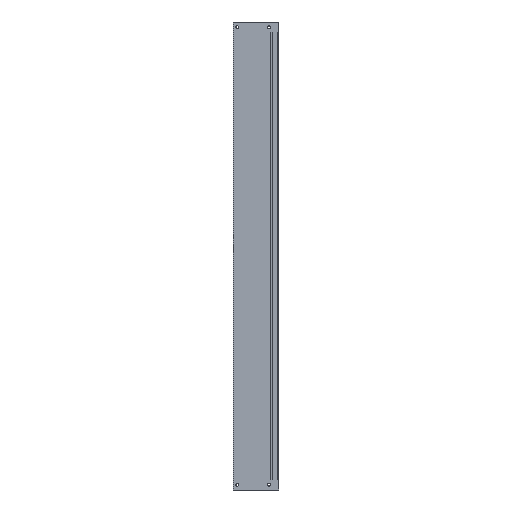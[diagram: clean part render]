
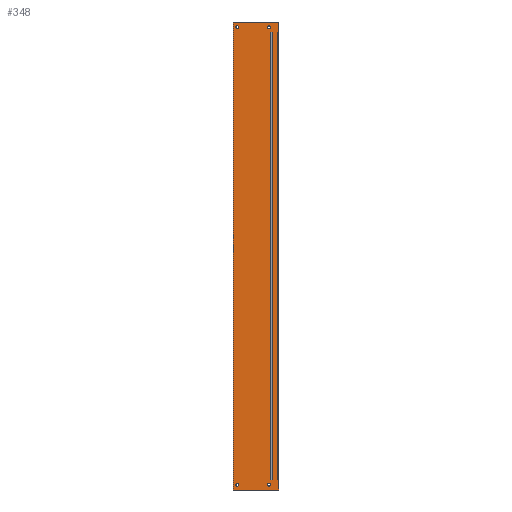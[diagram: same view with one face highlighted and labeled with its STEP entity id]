
A CAD part, front view. The second image highlights one B-rep face of the part: STEP entity #348.
In plain terms, the highlighted planar face has unit normal (0, -1, 0).
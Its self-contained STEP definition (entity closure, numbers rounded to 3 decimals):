
#51=CARTESIAN_POINT('',(-22.179,282.,-246.333));
#52=VERTEX_POINT('',#51);
#67=CARTESIAN_POINT('',(-23.679,282.,-246.333));
#68=VERTEX_POINT('',#67);
#75=CARTESIAN_POINT('',(-22.179,282.,-246.333));
#76=DIRECTION('',(-1.0,0.0,0.0));
#77=VECTOR('',#76,1.5);
#78=LINE('',#75,#77);
#79=EDGE_CURVE('',#52,#68,#78,.T.);
#89=CARTESIAN_POINT('',(-16.479,282.,-246.333));
#90=VERTEX_POINT('',#89);
#99=CARTESIAN_POINT('',(-14.979,282.,-246.333));
#100=VERTEX_POINT('',#99);
#101=CARTESIAN_POINT('',(-14.979,282.,-246.333));
#102=DIRECTION('',(-1.0,0.0,0.0));
#103=VECTOR('',#102,1.5);
#104=LINE('',#101,#103);
#105=EDGE_CURVE('',#100,#90,#104,.T.);
#131=CARTESIAN_POINT('',(-16.479,282.,246.333));
#132=VERTEX_POINT('',#131);
#147=CARTESIAN_POINT('',(-14.979,282.,246.333));
#148=VERTEX_POINT('',#147);
#155=CARTESIAN_POINT('',(-14.979,282.,246.333));
#156=DIRECTION('',(-1.0,0.0,0.0));
#157=VECTOR('',#156,1.5);
#158=LINE('',#155,#157);
#159=EDGE_CURVE('',#148,#132,#158,.T.);
#171=CARTESIAN_POINT('',(-23.679,282.,246.333));
#172=VERTEX_POINT('',#171);
#187=CARTESIAN_POINT('',(-22.179,282.,246.333));
#188=VERTEX_POINT('',#187);
#195=CARTESIAN_POINT('',(-22.179,282.,246.333));
#196=DIRECTION('',(-1.0,0.0,0.0));
#197=VECTOR('',#196,1.5);
#198=LINE('',#195,#197);
#199=EDGE_CURVE('',#188,#172,#198,.T.);
#209=CARTESIAN_POINT('',(-14.979,282.,-257.533));
#210=VERTEX_POINT('',#209);
#211=CARTESIAN_POINT('',(-64.979,282.,-257.533));
#212=VERTEX_POINT('',#211);
#213=CARTESIAN_POINT('',(-14.979,282.,-257.533));
#214=DIRECTION('',(-1.0,0.0,0.0));
#215=VECTOR('',#214,50.);
#216=LINE('',#213,#215);
#217=EDGE_CURVE('',#210,#212,#216,.T.);
#244=CARTESIAN_POINT('',(-23.679,282.,0.0));
#245=DIRECTION('',(0.0,-1.0,0.0));
#246=DIRECTION('',(0.0,0.0,-1.0));
#247=AXIS2_PLACEMENT_3D('',#244,#245,#246);
#248=PLANE('',#247);
#249=ORIENTED_EDGE('',*,*,#217,.F.);
#250=CARTESIAN_POINT('',(-14.979,282.,-246.333));
#251=DIRECTION('',(0.0,0.0,-1.0));
#252=VECTOR('',#251,11.2);
#253=LINE('',#250,#252);
#254=EDGE_CURVE('',#100,#210,#253,.T.);
#255=ORIENTED_EDGE('',*,*,#254,.F.);
#256=ORIENTED_EDGE('',*,*,#105,.T.);
#257=CARTESIAN_POINT('',(-16.479,282.,-246.333));
#258=DIRECTION('',(0.0,0.0,1.0));
#259=VECTOR('',#258,492.665);
#260=LINE('',#257,#259);
#261=EDGE_CURVE('',#90,#132,#260,.T.);
#262=ORIENTED_EDGE('',*,*,#261,.T.);
#263=ORIENTED_EDGE('',*,*,#159,.F.);
#264=CARTESIAN_POINT('',(-14.979,282.,257.533));
#265=VERTEX_POINT('',#264);
#266=CARTESIAN_POINT('',(-14.979,282.,257.533));
#267=DIRECTION('',(0.0,0.0,-1.0));
#268=VECTOR('',#267,11.2);
#269=LINE('',#266,#268);
#270=EDGE_CURVE('',#265,#148,#269,.T.);
#271=ORIENTED_EDGE('',*,*,#270,.F.);
#272=CARTESIAN_POINT('',(-64.979,282.,257.533));
#273=VERTEX_POINT('',#272);
#274=CARTESIAN_POINT('',(-14.979,282.,257.533));
#275=DIRECTION('',(-1.0,0.0,0.0));
#276=VECTOR('',#275,50.);
#277=LINE('',#274,#276);
#278=EDGE_CURVE('',#265,#273,#277,.T.);
#279=ORIENTED_EDGE('',*,*,#278,.T.);
#280=CARTESIAN_POINT('',(-64.979,282.,257.533));
#281=DIRECTION('',(0.0,0.0,-1.0));
#282=VECTOR('',#281,515.065);
#283=LINE('',#280,#282);
#284=EDGE_CURVE('',#273,#212,#283,.T.);
#285=ORIENTED_EDGE('',*,*,#284,.T.);
#286=EDGE_LOOP('',(#249,#255,#256,#262,#263,#271,#279,#285));
#287=FACE_OUTER_BOUND('',#286,.T.);
#288=CARTESIAN_POINT('',(-23.679,282.,246.333));
#289=DIRECTION('',(0.0,0.0,-1.0));
#290=VECTOR('',#289,492.665);
#291=LINE('',#288,#290);
#292=EDGE_CURVE('',#172,#68,#291,.T.);
#293=ORIENTED_EDGE('',*,*,#292,.F.);
#294=ORIENTED_EDGE('',*,*,#199,.F.);
#295=CARTESIAN_POINT('',(-22.179,282.,246.333));
#296=DIRECTION('',(0.0,0.0,-1.0));
#297=VECTOR('',#296,492.665);
#298=LINE('',#295,#297);
#299=EDGE_CURVE('',#188,#52,#298,.T.);
#300=ORIENTED_EDGE('',*,*,#299,.T.);
#301=ORIENTED_EDGE('',*,*,#79,.T.);
#302=EDGE_LOOP('',(#293,#294,#300,#301));
#303=FACE_BOUND('',#302,.T.);
#304=CARTESIAN_POINT('',(-27.179,282.,-251.855));
#305=VERTEX_POINT('',#304);
#306=CARTESIAN_POINT('',(-25.679,282.,-251.855));
#307=DIRECTION('',(0.0,1.0,0.0));
#308=DIRECTION('',(1.0,0.0,0.0));
#309=AXIS2_PLACEMENT_3D('',#306,#307,#308);
#310=CIRCLE('',#309,1.5);
#311=EDGE_CURVE('',#305,#305,#310,.T.);
#312=ORIENTED_EDGE('',*,*,#311,.T.);
#313=EDGE_LOOP('',(#312));
#314=FACE_BOUND('',#313,.T.);
#315=CARTESIAN_POINT('',(-62.079,282.,-251.855));
#316=VERTEX_POINT('',#315);
#317=CARTESIAN_POINT('',(-60.579,282.,-251.855));
#318=DIRECTION('',(0.0,1.0,0.0));
#319=DIRECTION('',(1.0,0.0,0.0));
#320=AXIS2_PLACEMENT_3D('',#317,#318,#319);
#321=CIRCLE('',#320,1.5);
#322=EDGE_CURVE('',#316,#316,#321,.T.);
#323=ORIENTED_EDGE('',*,*,#322,.T.);
#324=EDGE_LOOP('',(#323));
#325=FACE_BOUND('',#324,.T.);
#326=CARTESIAN_POINT('',(-27.179,282.,251.855));
#327=VERTEX_POINT('',#326);
#328=CARTESIAN_POINT('',(-25.679,282.,251.855));
#329=DIRECTION('',(0.0,1.0,0.0));
#330=DIRECTION('',(1.0,0.0,0.0));
#331=AXIS2_PLACEMENT_3D('',#328,#329,#330);
#332=CIRCLE('',#331,1.5);
#333=EDGE_CURVE('',#327,#327,#332,.T.);
#334=ORIENTED_EDGE('',*,*,#333,.T.);
#335=EDGE_LOOP('',(#334));
#336=FACE_BOUND('',#335,.T.);
#337=CARTESIAN_POINT('',(-62.079,282.,251.855));
#338=VERTEX_POINT('',#337);
#339=CARTESIAN_POINT('',(-60.579,282.,251.855));
#340=DIRECTION('',(0.0,1.0,0.0));
#341=DIRECTION('',(1.0,0.0,0.0));
#342=AXIS2_PLACEMENT_3D('',#339,#340,#341);
#343=CIRCLE('',#342,1.5);
#344=EDGE_CURVE('',#338,#338,#343,.T.);
#345=ORIENTED_EDGE('',*,*,#344,.T.);
#346=EDGE_LOOP('',(#345));
#347=FACE_BOUND('',#346,.T.);
#348=ADVANCED_FACE('',(#287,#303,#314,#325,#336,#347),#248,.T.);
